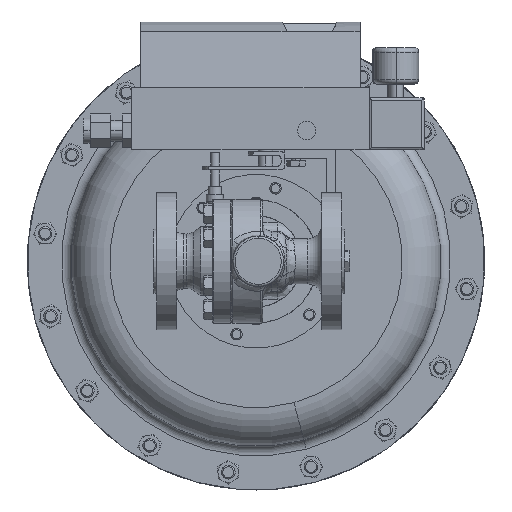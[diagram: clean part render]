
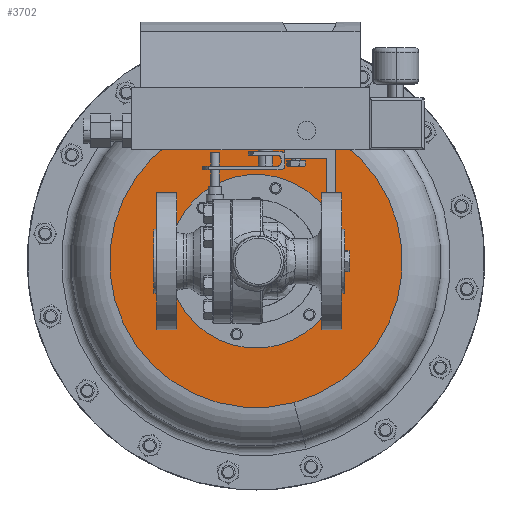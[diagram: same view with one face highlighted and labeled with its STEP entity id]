
A CAD part, front view. The second image highlights one B-rep face of the part: STEP entity #3702.
In plain terms, the highlighted planar face has unit normal (0, -1, 0).
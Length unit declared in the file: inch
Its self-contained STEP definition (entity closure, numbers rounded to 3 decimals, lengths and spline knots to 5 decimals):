
#3702 = ADVANCED_FACE ( 'NONE', ( #9856, #25680 ), #35386, .T. ) ;
#3772 = ORIENTED_EDGE ( 'NONE', *, *, #14327, .T. ) ;
#4310 = ORIENTED_EDGE ( 'NONE', *, *, #13833, .T. ) ;
#4386 = VERTEX_POINT ( 'NONE', #30454 ) ;
#7683 = DIRECTION ( 'NONE',  ( 0., 1., 0. ) ) ;
#9758 = AXIS2_PLACEMENT_3D ( 'NONE', #31917, #15075, #34752 ) ;
#9856 = FACE_OUTER_BOUND ( 'NONE', #10174, .T. ) ;
#10174 = EDGE_LOOP ( 'NONE', ( #29584, #11187 ) ) ;
#10517 = DIRECTION ( 'NONE',  ( 0., 1., 0. ) ) ;
#11187 = ORIENTED_EDGE ( 'NONE', *, *, #31492, .F. ) ;
#13634 = CARTESIAN_POINT ( 'NONE',  ( 0.86435, 10.77637, 4.24109 ) ) ;
#13734 = CARTESIAN_POINT ( 'NONE',  ( -2.99935, 10.77637, 3.20582 ) ) ;
#13790 = DIRECTION ( 'NONE',  ( -0.259, 0., 0.966 ) ) ;
#13833 = EDGE_CURVE ( 'NONE', #22402, #4386, #33671, .T. ) ;
#14327 = EDGE_CURVE ( 'NONE', #4386, #22402, #31435, .T. ) ;
#15075 = DIRECTION ( 'NONE',  ( 0., 1., 0. ) ) ;
#15209 = CIRCLE ( 'NONE', #31924, 4. ) ;
#15336 = DIRECTION ( 'NONE',  ( 0., -1., 0. ) ) ;
#15410 = CARTESIAN_POINT ( 'NONE',  ( 1.89963, 10.77637, 0.37739 ) ) ;
#15418 = VERTEX_POINT ( 'NONE', #27970 ) ;
#16467 = DIRECTION ( 'NONE',  ( 0.259, 0., -0.966 ) ) ;
#18153 = EDGE_LOOP ( 'NONE', ( #3772, #4310 ) ) ;
#19649 = AXIS2_PLACEMENT_3D ( 'NONE', #24496, #7683, #27352 ) ;
#22402 = VERTEX_POINT ( 'NONE', #26138 ) ;
#24496 = CARTESIAN_POINT ( 'NONE',  ( 0.86435, 10.77637, 4.24109 ) ) ;
#25680 = FACE_BOUND ( 'NONE', #18153, .T. ) ;
#26138 = CARTESIAN_POINT ( 'NONE',  ( -0.81503, 10.77637, 2.56172 ) ) ;
#27352 = DIRECTION ( 'NONE',  ( -0.707, 0., -0.707 ) ) ;
#27369 = CARTESIAN_POINT ( 'NONE',  ( 0.86435, 10.77637, 4.24109 ) ) ;
#27970 = CARTESIAN_POINT ( 'NONE',  ( -0.17093, 10.77637, 8.1048 ) ) ;
#29584 = ORIENTED_EDGE ( 'NONE', *, *, #30154, .F. ) ;
#30079 = VERTEX_POINT ( 'NONE', #15410 ) ;
#30154 = EDGE_CURVE ( 'NONE', #30079, #15418, #15209, .T. ) ;
#30169 = DIRECTION ( 'NONE',  ( 0.259, 0., -0.966 ) ) ;
#30370 = AXIS2_PLACEMENT_3D ( 'NONE', #13634, #33318, #16467 ) ;
#30454 = CARTESIAN_POINT ( 'NONE',  ( 2.54373, 10.77637, 5.92047 ) ) ;
#31216 = AXIS2_PLACEMENT_3D ( 'NONE', #13734, #15336, #13790 ) ;
#31435 = CIRCLE ( 'NONE', #19649, 2.375 ) ;
#31492 = EDGE_CURVE ( 'NONE', #15418, #30079, #34963, .T. ) ;
#31917 = CARTESIAN_POINT ( 'NONE',  ( 0.86435, 10.77637, 4.24109 ) ) ;
#31924 = AXIS2_PLACEMENT_3D ( 'NONE', #27369, #10517, #30169 ) ;
#33318 = DIRECTION ( 'NONE',  ( 0., 1., 0. ) ) ;
#33671 = CIRCLE ( 'NONE', #9758, 2.375 ) ;
#34752 = DIRECTION ( 'NONE',  ( -0.707, 0., -0.707 ) ) ;
#34963 = CIRCLE ( 'NONE', #30370, 4. ) ;
#35386 = PLANE ( 'NONE',  #31216 ) ;
